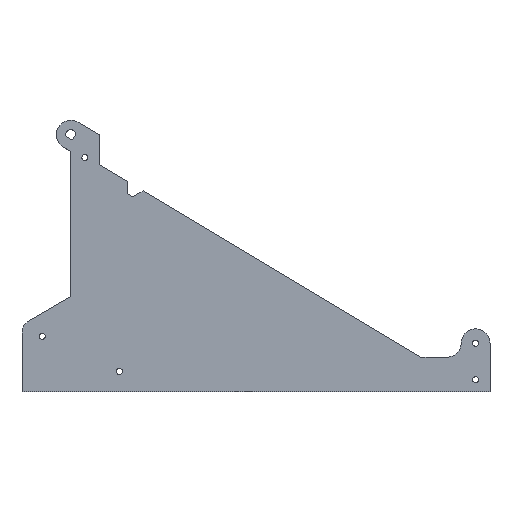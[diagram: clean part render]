
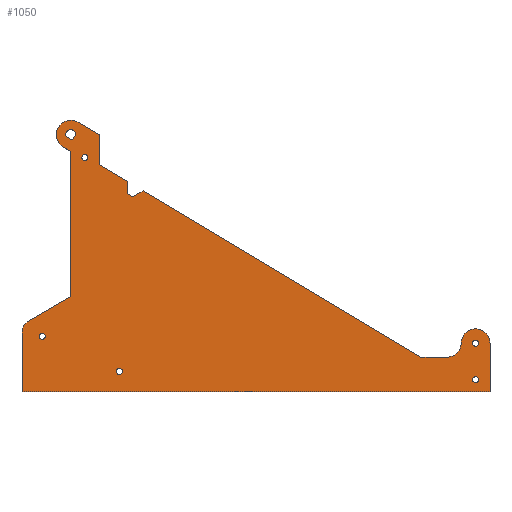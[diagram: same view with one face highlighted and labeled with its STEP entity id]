
A CAD part, top view. The second image highlights one B-rep face of the part: STEP entity #1050.
In plain terms, the highlighted planar face has unit normal (0, 0, 1).
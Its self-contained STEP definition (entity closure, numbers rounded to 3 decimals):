
#23=FACE_BOUND('',#191,.T.);
#24=FACE_BOUND('',#192,.T.);
#25=FACE_BOUND('',#193,.T.);
#26=FACE_BOUND('',#194,.T.);
#27=FACE_BOUND('',#195,.T.);
#28=FACE_BOUND('',#196,.T.);
#59=PLANE('',#1174);
#127=FACE_OUTER_BOUND('',#190,.T.);
#190=EDGE_LOOP('',(#958,#959,#960,#961,#962,#963,#964,#965,#966,#967,#968,
#969,#970,#971,#972,#973,#974,#975));
#191=EDGE_LOOP('',(#976));
#192=EDGE_LOOP('',(#977));
#193=EDGE_LOOP('',(#978));
#194=EDGE_LOOP('',(#979));
#195=EDGE_LOOP('',(#980));
#196=EDGE_LOOP('',(#981,#982,#983,#984));
#259=LINE('',#1700,#358);
#263=LINE('',#1710,#362);
#266=LINE('',#1717,#365);
#268=LINE('',#1722,#367);
#271=LINE('',#1730,#370);
#273=LINE('',#1734,#372);
#275=LINE('',#1738,#374);
#278=LINE('',#1746,#377);
#280=LINE('',#1750,#379);
#282=LINE('',#1754,#381);
#284=LINE('',#1758,#383);
#286=LINE('',#1762,#385);
#288=LINE('',#1766,#387);
#290=LINE('',#1770,#389);
#292=LINE('',#1774,#391);
#295=LINE('',#1783,#394);
#358=VECTOR('',#1391,10.);
#362=VECTOR('',#1401,10.);
#365=VECTOR('',#1410,10.);
#367=VECTOR('',#1414,10.);
#370=VECTOR('',#1423,10.);
#372=VECTOR('',#1427,10.);
#374=VECTOR('',#1431,10.);
#377=VECTOR('',#1440,10.);
#379=VECTOR('',#1444,10.);
#381=VECTOR('',#1448,10.);
#383=VECTOR('',#1452,10.);
#385=VECTOR('',#1456,10.);
#387=VECTOR('',#1460,10.);
#389=VECTOR('',#1464,10.);
#391=VECTOR('',#1468,10.);
#394=VECTOR('',#1481,10.);
#407=CIRCLE('',#1089,1.5);
#412=CIRCLE('',#1096,1.5);
#417=CIRCLE('',#1103,1.5);
#422=CIRCLE('',#1110,1.5);
#427=CIRCLE('',#1117,1.5);
#438=CIRCLE('',#1148,2.5);
#439=CIRCLE('',#1151,2.5);
#440=CIRCLE('',#1155,7.1);
#441=CIRCLE('',#1160,7.1);
#442=CIRCLE('',#1170,6.83);
#443=CIRCLE('',#1172,7.1);
#458=VERTEX_POINT('',#1522);
#463=VERTEX_POINT('',#1536);
#468=VERTEX_POINT('',#1550);
#473=VERTEX_POINT('',#1564);
#478=VERTEX_POINT('',#1578);
#519=VERTEX_POINT('',#1697);
#520=VERTEX_POINT('',#1699);
#521=VERTEX_POINT('',#1703);
#522=VERTEX_POINT('',#1705);
#523=VERTEX_POINT('',#1709);
#524=VERTEX_POINT('',#1713);
#525=VERTEX_POINT('',#1719);
#526=VERTEX_POINT('',#1721);
#527=VERTEX_POINT('',#1725);
#528=VERTEX_POINT('',#1729);
#529=VERTEX_POINT('',#1733);
#530=VERTEX_POINT('',#1737);
#531=VERTEX_POINT('',#1741);
#532=VERTEX_POINT('',#1745);
#533=VERTEX_POINT('',#1749);
#534=VERTEX_POINT('',#1753);
#535=VERTEX_POINT('',#1757);
#536=VERTEX_POINT('',#1761);
#537=VERTEX_POINT('',#1765);
#538=VERTEX_POINT('',#1769);
#539=VERTEX_POINT('',#1773);
#540=VERTEX_POINT('',#1777);
#559=EDGE_CURVE('',#458,#458,#407,.T.);
#566=EDGE_CURVE('',#463,#463,#412,.T.);
#573=EDGE_CURVE('',#468,#468,#417,.T.);
#580=EDGE_CURVE('',#473,#473,#422,.T.);
#587=EDGE_CURVE('',#478,#478,#427,.T.);
#646=EDGE_CURVE('',#520,#519,#259,.T.);
#649=EDGE_CURVE('',#522,#521,#438,.T.);
#651=EDGE_CURVE('',#523,#522,#263,.T.);
#653=EDGE_CURVE('',#524,#523,#439,.T.);
#655=EDGE_CURVE('',#521,#524,#266,.T.);
#657=EDGE_CURVE('',#526,#525,#268,.T.);
#659=EDGE_CURVE('',#527,#526,#440,.T.);
#661=EDGE_CURVE('',#528,#527,#271,.T.);
#663=EDGE_CURVE('',#529,#528,#273,.T.);
#665=EDGE_CURVE('',#530,#529,#275,.T.);
#667=EDGE_CURVE('',#531,#530,#441,.T.);
#669=EDGE_CURVE('',#532,#531,#278,.T.);
#671=EDGE_CURVE('',#533,#532,#280,.T.);
#673=EDGE_CURVE('',#534,#533,#282,.T.);
#675=EDGE_CURVE('',#535,#534,#284,.T.);
#677=EDGE_CURVE('',#536,#535,#286,.T.);
#679=EDGE_CURVE('',#537,#536,#288,.T.);
#681=EDGE_CURVE('',#538,#537,#290,.T.);
#683=EDGE_CURVE('',#539,#538,#292,.T.);
#685=EDGE_CURVE('',#540,#539,#442,.T.);
#687=EDGE_CURVE('',#519,#540,#443,.T.);
#688=EDGE_CURVE('',#525,#520,#295,.T.);
#958=ORIENTED_EDGE('',*,*,#688,.T.);
#959=ORIENTED_EDGE('',*,*,#646,.T.);
#960=ORIENTED_EDGE('',*,*,#687,.T.);
#961=ORIENTED_EDGE('',*,*,#685,.T.);
#962=ORIENTED_EDGE('',*,*,#683,.T.);
#963=ORIENTED_EDGE('',*,*,#681,.T.);
#964=ORIENTED_EDGE('',*,*,#679,.T.);
#965=ORIENTED_EDGE('',*,*,#677,.T.);
#966=ORIENTED_EDGE('',*,*,#675,.T.);
#967=ORIENTED_EDGE('',*,*,#673,.T.);
#968=ORIENTED_EDGE('',*,*,#671,.T.);
#969=ORIENTED_EDGE('',*,*,#669,.T.);
#970=ORIENTED_EDGE('',*,*,#667,.T.);
#971=ORIENTED_EDGE('',*,*,#665,.T.);
#972=ORIENTED_EDGE('',*,*,#663,.T.);
#973=ORIENTED_EDGE('',*,*,#661,.T.);
#974=ORIENTED_EDGE('',*,*,#659,.T.);
#975=ORIENTED_EDGE('',*,*,#657,.T.);
#976=ORIENTED_EDGE('',*,*,#559,.T.);
#977=ORIENTED_EDGE('',*,*,#566,.T.);
#978=ORIENTED_EDGE('',*,*,#573,.T.);
#979=ORIENTED_EDGE('',*,*,#580,.T.);
#980=ORIENTED_EDGE('',*,*,#587,.T.);
#981=ORIENTED_EDGE('',*,*,#655,.T.);
#982=ORIENTED_EDGE('',*,*,#653,.T.);
#983=ORIENTED_EDGE('',*,*,#651,.T.);
#984=ORIENTED_EDGE('',*,*,#649,.T.);
#1050=ADVANCED_FACE('',(#127,#23,#24,#25,#26,#27,#28),#59,.T.);
#1089=AXIS2_PLACEMENT_3D('',#1524,#1219,#1220);
#1096=AXIS2_PLACEMENT_3D('',#1538,#1235,#1236);
#1103=AXIS2_PLACEMENT_3D('',#1552,#1251,#1252);
#1110=AXIS2_PLACEMENT_3D('',#1566,#1267,#1268);
#1117=AXIS2_PLACEMENT_3D('',#1580,#1283,#1284);
#1148=AXIS2_PLACEMENT_3D('',#1706,#1396,#1397);
#1151=AXIS2_PLACEMENT_3D('',#1714,#1405,#1406);
#1155=AXIS2_PLACEMENT_3D('',#1726,#1418,#1419);
#1160=AXIS2_PLACEMENT_3D('',#1742,#1435,#1436);
#1170=AXIS2_PLACEMENT_3D('',#1778,#1472,#1473);
#1172=AXIS2_PLACEMENT_3D('',#1781,#1477,#1478);
#1174=AXIS2_PLACEMENT_3D('',#1784,#1482,#1483);
#1219=DIRECTION('center_axis',(0.,0.,-1.));
#1220=DIRECTION('ref_axis',(1.,0.,0.));
#1235=DIRECTION('center_axis',(0.,0.,-1.));
#1236=DIRECTION('ref_axis',(1.,0.,0.));
#1251=DIRECTION('center_axis',(0.,0.,-1.));
#1252=DIRECTION('ref_axis',(1.,0.,0.));
#1267=DIRECTION('center_axis',(0.,0.,-1.));
#1268=DIRECTION('ref_axis',(1.,0.,0.));
#1283=DIRECTION('center_axis',(0.,0.,-1.));
#1284=DIRECTION('ref_axis',(1.,0.,0.));
#1391=DIRECTION('',(0.,1.,0.));
#1396=DIRECTION('center_axis',(0.,0.,-1.));
#1397=DIRECTION('ref_axis',(-1.,0.,0.));
#1401=DIRECTION('',(-0.858,0.513,0.));
#1405=DIRECTION('center_axis',(0.,0.,-1.));
#1406=DIRECTION('ref_axis',(-1.,0.,0.));
#1410=DIRECTION('',(-0.513,-0.858,0.));
#1414=DIRECTION('',(0.,-1.,0.));
#1418=DIRECTION('center_axis',(0.,0.,1.));
#1419=DIRECTION('ref_axis',(-0.5,0.866,0.));
#1423=DIRECTION('',(-0.866,-0.5,0.));
#1427=DIRECTION('',(0.,-1.,0.));
#1431=DIRECTION('',(0.858,-0.513,0.));
#1435=DIRECTION('center_axis',(0.,0.,1.));
#1436=DIRECTION('ref_axis',(0.513,0.858,0.));
#1440=DIRECTION('',(-0.858,0.513,0.));
#1444=DIRECTION('',(0.,1.,0.));
#1448=DIRECTION('',(-0.858,0.513,0.));
#1452=DIRECTION('',(0.016,1.,0.));
#1456=DIRECTION('',(-0.858,0.513,0.));
#1460=DIRECTION('',(-0.874,-0.486,0.));
#1464=DIRECTION('',(-0.858,0.513,0.));
#1468=DIRECTION('',(-1.,0.,0.));
#1472=DIRECTION('center_axis',(0.,0.,-1.));
#1473=DIRECTION('ref_axis',(0.,1.,0.));
#1477=DIRECTION('center_axis',(0.,0.,1.));
#1478=DIRECTION('ref_axis',(1.,0.,0.));
#1481=DIRECTION('',(1.,0.,0.));
#1482=DIRECTION('center_axis',(0.,0.,1.));
#1483=DIRECTION('ref_axis',(1.,0.,0.));
#1522=CARTESIAN_POINT('',(-786.628,215.398,12.));
#1524=CARTESIAN_POINT('Origin',(-785.128,215.398,12.));
#1536=CARTESIAN_POINT('',(-573.15,194.078,12.));
#1538=CARTESIAN_POINT('Origin',(-571.65,194.078,12.));
#1550=CARTESIAN_POINT('',(-573.15,212.,12.));
#1552=CARTESIAN_POINT('Origin',(-571.65,212.,12.));
#1564=CARTESIAN_POINT('',(-748.58,198.157,12.));
#1566=CARTESIAN_POINT('Origin',(-747.08,198.157,12.));
#1578=CARTESIAN_POINT('',(-765.58,303.459,12.));
#1580=CARTESIAN_POINT('Origin',(-764.08,303.459,12.));
#1697=CARTESIAN_POINT('',(-564.55,212.,12.));
#1699=CARTESIAN_POINT('',(-564.55,188.157,12.));
#1700=CARTESIAN_POINT('',(-564.55,188.157,12.));
#1703=CARTESIAN_POINT('',(-768.593,314.993,12.));
#1705=CARTESIAN_POINT('',(-773.394,313.786,12.));
#1706=CARTESIAN_POINT('Origin',(-771.08,314.732,12.));
#1709=CARTESIAN_POINT('',(-770.819,312.246,12.));
#1710=CARTESIAN_POINT('',(-770.39,311.989,12.));
#1713=CARTESIAN_POINT('',(-770.133,312.418,12.));
#1714=CARTESIAN_POINT('Origin',(-771.08,314.732,12.));
#1717=CARTESIAN_POINT('',(-768.593,314.993,12.));
#1719=CARTESIAN_POINT('',(-795.08,188.157,12.));
#1721=CARTESIAN_POINT('',(-795.08,217.044,12.));
#1722=CARTESIAN_POINT('',(-795.08,217.044,12.));
#1725=CARTESIAN_POINT('',(-791.53,223.193,12.));
#1726=CARTESIAN_POINT('Origin',(-787.98,217.044,12.));
#1729=CARTESIAN_POINT('',(-771.08,235.,12.));
#1730=CARTESIAN_POINT('',(-771.08,235.,12.));
#1733=CARTESIAN_POINT('',(-771.08,306.459,12.));
#1734=CARTESIAN_POINT('',(-771.08,306.459,12.));
#1737=CARTESIAN_POINT('',(-774.725,308.639,12.));
#1738=CARTESIAN_POINT('',(-774.725,308.639,12.));
#1741=CARTESIAN_POINT('',(-767.434,320.825,12.));
#1742=CARTESIAN_POINT('Origin',(-771.08,314.732,12.));
#1745=CARTESIAN_POINT('',(-757.08,314.63,12.));
#1746=CARTESIAN_POINT('',(-757.08,314.63,12.));
#1749=CARTESIAN_POINT('',(-757.08,300.,12.));
#1750=CARTESIAN_POINT('',(-757.08,299.987,12.));
#1753=CARTESIAN_POINT('',(-743.128,291.653,12.));
#1754=CARTESIAN_POINT('',(-743.128,291.653,12.));
#1757=CARTESIAN_POINT('',(-743.221,285.684,12.));
#1758=CARTESIAN_POINT('',(-743.221,285.684,12.));
#1761=CARTESIAN_POINT('',(-740.646,284.144,12.));
#1762=CARTESIAN_POINT('',(-740.646,284.144,12.));
#1765=CARTESIAN_POINT('',(-735.43,287.048,12.));
#1766=CARTESIAN_POINT('',(-735.43,287.048,12.));
#1769=CARTESIAN_POINT('',(-598.572,205.17,12.));
#1770=CARTESIAN_POINT('',(-598.572,205.17,12.));
#1773=CARTESIAN_POINT('',(-585.58,205.17,12.));
#1774=CARTESIAN_POINT('',(-585.58,205.17,12.));
#1777=CARTESIAN_POINT('',(-578.75,212.,12.));
#1778=CARTESIAN_POINT('Origin',(-585.58,212.,12.));
#1781=CARTESIAN_POINT('Origin',(-571.65,212.,12.));
#1783=CARTESIAN_POINT('',(-795.08,188.157,12.));
#1784=CARTESIAN_POINT('Origin',(-769.357,313.705,12.));
